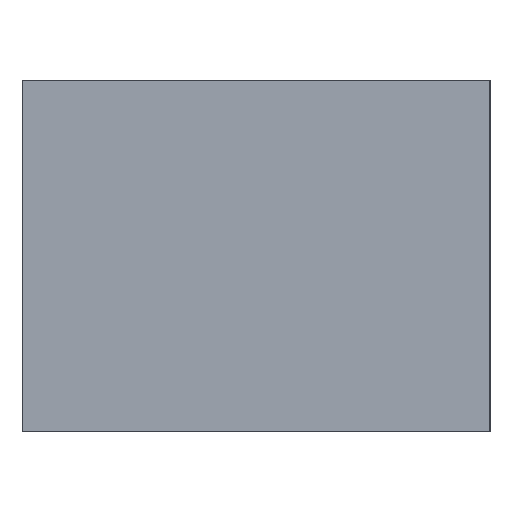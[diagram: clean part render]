
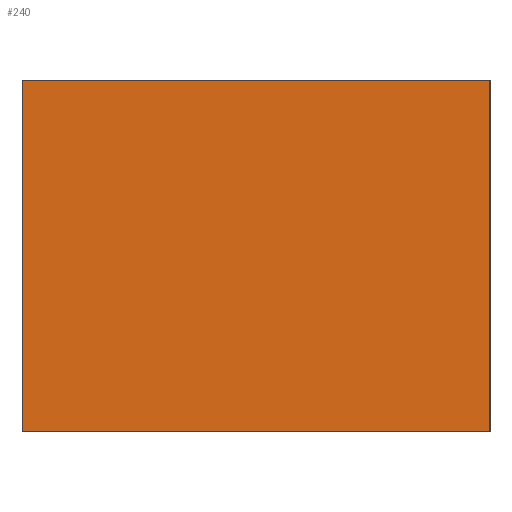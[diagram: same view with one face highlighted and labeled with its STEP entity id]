
A CAD part, left-side view. The second image highlights one B-rep face of the part: STEP entity #240.
In plain terms, the highlighted planar face has unit normal (-1, 0, 0).
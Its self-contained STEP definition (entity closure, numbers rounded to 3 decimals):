
#36=FACE_OUTER_BOUND('',#50,.T.);
#50=EDGE_LOOP('',(#203,#204,#205,#206));
#70=LINE('',#375,#96);
#75=LINE('',#393,#101);
#81=LINE('',#404,#107);
#82=LINE('',#406,#108);
#96=VECTOR('',#308,10.);
#101=VECTOR('',#327,10.);
#107=VECTOR('',#337,10.);
#108=VECTOR('',#340,10.);
#118=VERTEX_POINT('',#372);
#119=VERTEX_POINT('',#374);
#125=VERTEX_POINT('',#392);
#128=VERTEX_POINT('',#402);
#142=EDGE_CURVE('',#118,#119,#70,.T.);
#151=EDGE_CURVE('',#125,#119,#75,.T.);
#157=EDGE_CURVE('',#118,#128,#81,.T.);
#158=EDGE_CURVE('',#125,#128,#82,.T.);
#203=ORIENTED_EDGE('',*,*,#157,.T.);
#204=ORIENTED_EDGE('',*,*,#158,.F.);
#205=ORIENTED_EDGE('',*,*,#151,.T.);
#206=ORIENTED_EDGE('',*,*,#142,.F.);
#227=PLANE('',#280);
#240=ADVANCED_FACE('',(#36),#227,.T.);
#280=AXIS2_PLACEMENT_3D('',#405,#338,#339);
#308=DIRECTION('',(0.,1.,0.));
#327=DIRECTION('',(0.,0.,-1.));
#337=DIRECTION('',(0.,0.,1.));
#338=DIRECTION('center_axis',(-1.,0.,0.));
#339=DIRECTION('ref_axis',(0.,-1.,0.));
#340=DIRECTION('',(0.,-1.,0.));
#372=CARTESIAN_POINT('',(-2.2,-2.,-4.));
#374=CARTESIAN_POINT('',(-2.2,6.,-4.));
#375=CARTESIAN_POINT('',(-2.2,-2.,-4.));
#392=CARTESIAN_POINT('',(-2.2,6.,2.));
#393=CARTESIAN_POINT('',(-2.2,6.,0.));
#402=CARTESIAN_POINT('',(-2.2,-2.,2.));
#404=CARTESIAN_POINT('',(-2.2,-2.,0.));
#405=CARTESIAN_POINT('Origin',(-2.2,6.,0.));
#406=CARTESIAN_POINT('',(-2.2,6.,2.));
